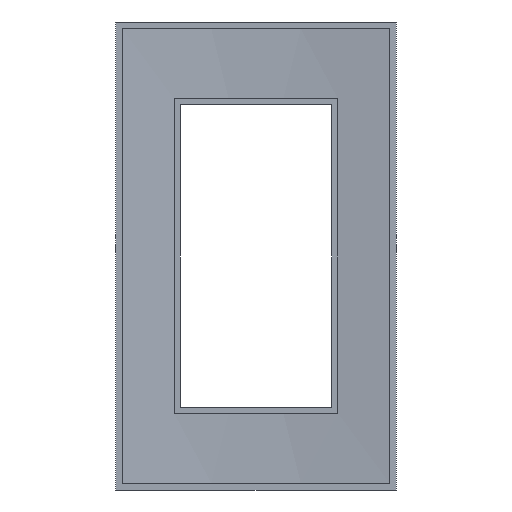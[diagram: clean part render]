
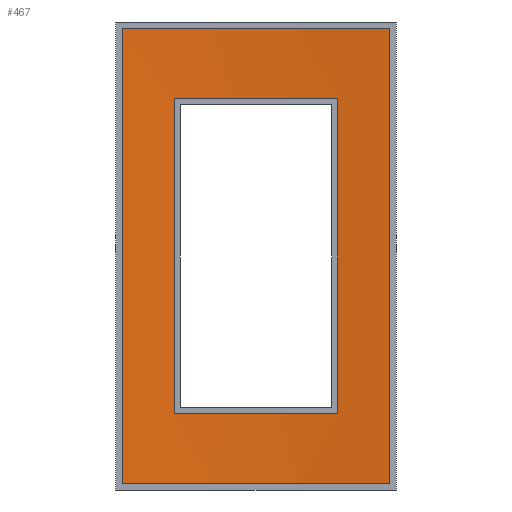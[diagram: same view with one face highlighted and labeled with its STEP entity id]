
A CAD part, front view. The second image highlights one B-rep face of the part: STEP entity #467.
In plain terms, the highlighted cylindrical face has radius 293.5 mm (diameter 587 mm), a partial arc.
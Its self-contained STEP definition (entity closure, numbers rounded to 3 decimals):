
#25 = FACE_BOUND ( 'NONE', #599, .T. ) ;
#38 = DIRECTION ( 'NONE',  ( 0., 0., -1. ) ) ;
#59 = CIRCLE ( 'NONE', #509, 293.5 ) ;
#66 = ORIENTED_EDGE ( 'NONE', *, *, #321, .T. ) ;
#67 = VERTEX_POINT ( 'NONE', #304 ) ;
#68 = CARTESIAN_POINT ( 'NONE',  ( -40., 3.762, -68. ) ) ;
#70 = LINE ( 'NONE', #351, #154 ) ;
#80 = DIRECTION ( 'NONE',  ( 1., 0., 0. ) ) ;
#84 = EDGE_CURVE ( 'NONE', #67, #444, #454, .T. ) ;
#85 = VECTOR ( 'NONE', #38, 1000. ) ;
#99 = LINE ( 'NONE', #300, #533 ) ;
#111 = VERTEX_POINT ( 'NONE', #627 ) ;
#132 = CARTESIAN_POINT ( 'NONE',  ( 0., -287., 47. ) ) ;
#140 = DIRECTION ( 'NONE',  ( 0., 0., -1. ) ) ;
#154 = VECTOR ( 'NONE', #589, 1000. ) ;
#178 = CARTESIAN_POINT ( 'NONE',  ( -24.5, 5.476, 47. ) ) ;
#198 = VERTEX_POINT ( 'NONE', #499 ) ;
#199 = CARTESIAN_POINT ( 'NONE',  ( 24.5, 5.476, 47. ) ) ;
#202 = CARTESIAN_POINT ( 'NONE',  ( 24.5, 5.476, -47. ) ) ;
#203 = CARTESIAN_POINT ( 'NONE',  ( 40., 3.762, -68. ) ) ;
#212 = AXIS2_PLACEMENT_3D ( 'NONE', #223, #288, #534 ) ;
#220 = ORIENTED_EDGE ( 'NONE', *, *, #568, .T. ) ;
#223 = CARTESIAN_POINT ( 'NONE',  ( 0., -287., 70. ) ) ;
#228 = EDGE_CURVE ( 'NONE', #444, #590, #344, .T. ) ;
#237 = ORIENTED_EDGE ( 'NONE', *, *, #415, .T. ) ;
#241 = DIRECTION ( 'NONE',  ( -1., 0., 0. ) ) ;
#243 = DIRECTION ( 'NONE',  ( 0., 0., 1. ) ) ;
#248 = CIRCLE ( 'NONE', #585, 293.5 ) ;
#259 = EDGE_CURVE ( 'NONE', #483, #111, #573, .T. ) ;
#276 = DIRECTION ( 'NONE',  ( 0., 0., 1. ) ) ;
#283 = DIRECTION ( 'NONE',  ( -1., 0., 0. ) ) ;
#288 = DIRECTION ( 'NONE',  ( 0., 0., -1. ) ) ;
#290 = CARTESIAN_POINT ( 'NONE',  ( 0., -287., 68. ) ) ;
#300 = CARTESIAN_POINT ( 'NONE',  ( 24.5, 5.476, 47. ) ) ;
#304 = CARTESIAN_POINT ( 'NONE',  ( 40., 3.762, 68. ) ) ;
#314 = VECTOR ( 'NONE', #448, 1000. ) ;
#315 = ORIENTED_EDGE ( 'NONE', *, *, #228, .F. ) ;
#321 = EDGE_CURVE ( 'NONE', #67, #198, #248, .T. ) ;
#331 = ORIENTED_EDGE ( 'NONE', *, *, #84, .F. ) ;
#333 = AXIS2_PLACEMENT_3D ( 'NONE', #580, #570, #586 ) ;
#339 = VERTEX_POINT ( 'NONE', #199 ) ;
#344 = CIRCLE ( 'NONE', #333, 293.5 ) ;
#351 = CARTESIAN_POINT ( 'NONE',  ( -24.5, 5.476, -47. ) ) ;
#357 = EDGE_CURVE ( 'NONE', #339, #483, #99, .T. ) ;
#387 = CYLINDRICAL_SURFACE ( 'NONE', #212, 293.5 ) ;
#389 = LINE ( 'NONE', #479, #85 ) ;
#415 = EDGE_CURVE ( 'NONE', #596, #339, #59, .T. ) ;
#434 = ORIENTED_EDGE ( 'NONE', *, *, #357, .T. ) ;
#444 = VERTEX_POINT ( 'NONE', #203 ) ;
#448 = DIRECTION ( 'NONE',  ( 0., 0., -1. ) ) ;
#454 = LINE ( 'NONE', #458, #314 ) ;
#458 = CARTESIAN_POINT ( 'NONE',  ( 40., 3.762, 68. ) ) ;
#466 = AXIS2_PLACEMENT_3D ( 'NONE', #564, #243, #241 ) ;
#467 = ADVANCED_FACE ( 'NONE', ( #25, #513 ), #387, .F. ) ;
#479 = CARTESIAN_POINT ( 'NONE',  ( -40., 3.762, 68. ) ) ;
#483 = VERTEX_POINT ( 'NONE', #202 ) ;
#489 = EDGE_LOOP ( 'NONE', ( #315, #331, #66, #220 ) ) ;
#499 = CARTESIAN_POINT ( 'NONE',  ( -40., 3.762, 68. ) ) ;
#501 = ORIENTED_EDGE ( 'NONE', *, *, #613, .T. ) ;
#509 = AXIS2_PLACEMENT_3D ( 'NONE', #132, #140, #80 ) ;
#513 = FACE_OUTER_BOUND ( 'NONE', #489, .T. ) ;
#524 = ORIENTED_EDGE ( 'NONE', *, *, #259, .T. ) ;
#533 = VECTOR ( 'NONE', #538, 1000. ) ;
#534 = DIRECTION ( 'NONE',  ( -1., 0., 0. ) ) ;
#538 = DIRECTION ( 'NONE',  ( 0., 0., -1. ) ) ;
#564 = CARTESIAN_POINT ( 'NONE',  ( 0., -287., -47. ) ) ;
#568 = EDGE_CURVE ( 'NONE', #198, #590, #389, .T. ) ;
#570 = DIRECTION ( 'NONE',  ( 0., 0., 1. ) ) ;
#573 = CIRCLE ( 'NONE', #466, 293.5 ) ;
#580 = CARTESIAN_POINT ( 'NONE',  ( 0., -287., -68. ) ) ;
#585 = AXIS2_PLACEMENT_3D ( 'NONE', #290, #276, #283 ) ;
#586 = DIRECTION ( 'NONE',  ( -1., 0., 0. ) ) ;
#589 = DIRECTION ( 'NONE',  ( 0., 0., 1. ) ) ;
#590 = VERTEX_POINT ( 'NONE', #68 ) ;
#596 = VERTEX_POINT ( 'NONE', #178 ) ;
#599 = EDGE_LOOP ( 'NONE', ( #237, #434, #524, #501 ) ) ;
#613 = EDGE_CURVE ( 'NONE', #111, #596, #70, .T. ) ;
#627 = CARTESIAN_POINT ( 'NONE',  ( -24.5, 5.476, -47. ) ) ;
